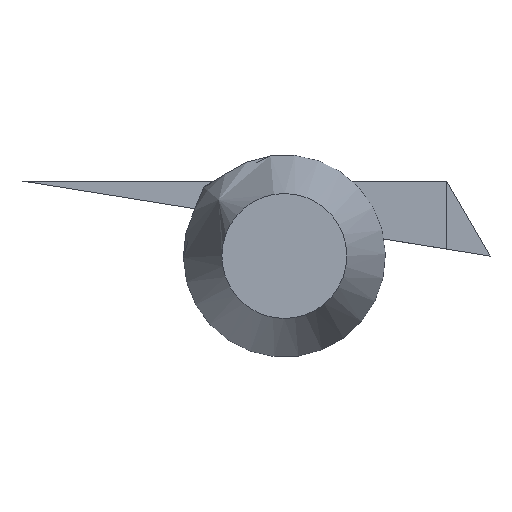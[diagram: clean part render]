
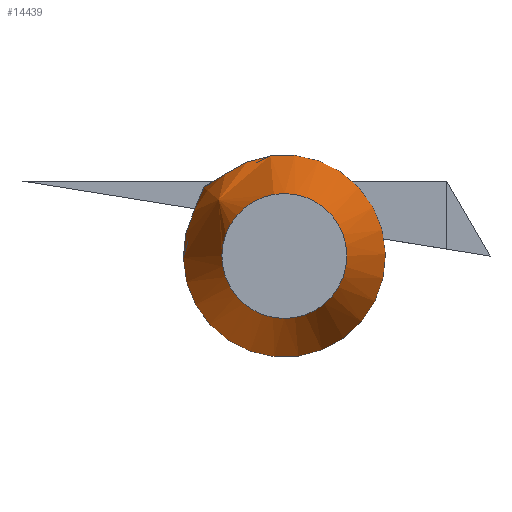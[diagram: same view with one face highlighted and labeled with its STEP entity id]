
A CAD part, left-side view. The second image highlights one B-rep face of the part: STEP entity #14439.
In plain terms, the highlighted toroidal (fillet/blend) face has major radius 8.758 mm and minor radius 13 mm.
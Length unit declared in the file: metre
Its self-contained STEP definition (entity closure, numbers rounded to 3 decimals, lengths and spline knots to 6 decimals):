
#12=DEGENERATE_TOROIDAL_SURFACE('',#15215,0.008758,0.013,.F.);
#8859=ORIENTED_EDGE('',*,*,#8864,.T.);
#8860=ORIENTED_EDGE('',*,*,#10885,.T.);
#8861=ORIENTED_EDGE('',*,*,#10886,.F.);
#8864=EDGE_CURVE('',#10890,#10889,#12157,.T.);
#10885=EDGE_CURVE('',#10889,#10890,#12158,.T.);
#10886=EDGE_CURVE('',#12155,#12155,#12159,.T.);
#10889=VERTEX_POINT('',#18771);
#10890=VERTEX_POINT('',#18773);
#12155=VERTEX_POINT('',#22817);
#12157=CIRCLE('',#14455,0.0025);
#12158=CIRCLE('',#15212,0.0025);
#12159=CIRCLE('',#15214,0.0025);
#12918=EDGE_LOOP('',(#8859,#8860));
#12919=EDGE_LOOP('',(#8861));
#13678=FACE_BOUND('',#12918,.T.);
#13679=FACE_BOUND('',#12919,.T.);
#14439=ADVANCED_FACE('',(#13678,#13679),#12,.F.);
#14455=AXIS2_PLACEMENT_3D('',#18772,#15223,#15224);
#15212=AXIS2_PLACEMENT_3D('',#22814,#18757,#18758);
#15214=AXIS2_PLACEMENT_3D('',#22816,#18761,#18762);
#15215=AXIS2_PLACEMENT_3D('',#22818,#18763,#18764);
#15223=DIRECTION('',(-1.,0.,0.));
#15224=DIRECTION('',(0.,-1.,0.));
#18757=DIRECTION('',(-1.,0.,0.));
#18758=DIRECTION('',(0.,-1.,0.));
#18761=DIRECTION('',(-1.,0.,0.));
#18762=DIRECTION('',(0.,-1.,0.));
#18763=DIRECTION('',(-1.,0.,0.));
#18764=DIRECTION('',(0.,-1.,0.));
#18771=CARTESIAN_POINT('',(-0.0903,0.001402,0.001623));
#18772=CARTESIAN_POINT('',(-0.0903,-0.0005,0.));
#18773=CARTESIAN_POINT('',(-0.0903,-0.002813,0.000948));
#22814=CARTESIAN_POINT('',(-0.0903,-0.0005,0.));
#22816=CARTESIAN_POINT('',(-0.1033,-0.0005,0.));
#22817=CARTESIAN_POINT('',(-0.1033,-0.003,0.));
#22818=CARTESIAN_POINT('',(-0.0968,-0.0005,0.));
